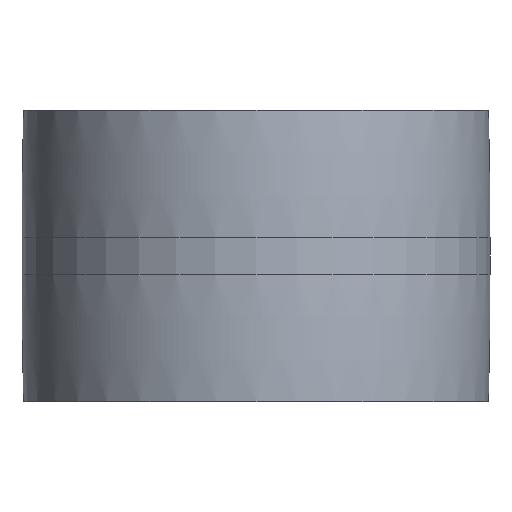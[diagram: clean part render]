
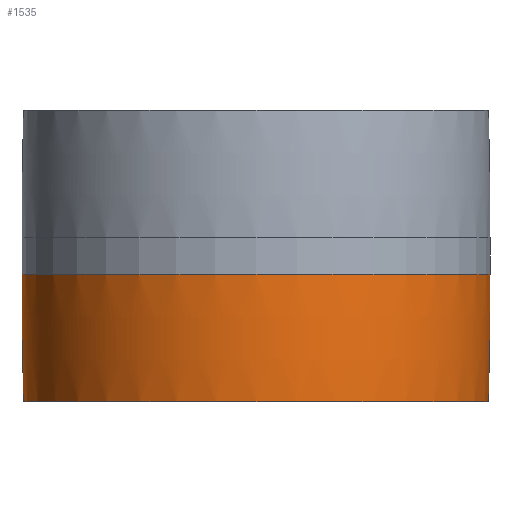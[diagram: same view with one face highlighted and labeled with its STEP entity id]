
A CAD part, front view. The second image highlights one B-rep face of the part: STEP entity #1535.
In plain terms, the highlighted toroidal (fillet/blend) face has major radius 5914.06 mm and minor radius 6202.56 mm.
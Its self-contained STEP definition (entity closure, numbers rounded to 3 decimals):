
#49 = CARTESIAN_POINT ( 'NONE',  ( -286.5, 0., -180. ) ) ;
#64 = CIRCLE ( 'NONE', #1189, 6202.563 ) ;
#145 = ORIENTED_EDGE ( 'NONE', *, *, #747, .T. ) ;
#167 = DIRECTION ( 'NONE',  ( 0., 0., 1. ) ) ;
#257 = DIRECTION ( 'NONE',  ( 0., -1., 0. ) ) ;
#260 = VERTEX_POINT ( 'NONE', #486 ) ;
#301 = CARTESIAN_POINT ( 'NONE',  ( 0., 0., -180. ) ) ;
#386 = DIRECTION ( 'NONE',  ( -1., 0., 0. ) ) ;
#418 = CARTESIAN_POINT ( 'NONE',  ( 288.5, 0., -22.5 ) ) ;
#419 = EDGE_CURVE ( 'NONE', #520, #1440, #64, .T. ) ;
#436 = EDGE_CURVE ( 'NONE', #1440, #1114, #600, .T. ) ;
#481 = CARTESIAN_POINT ( 'NONE',  ( 0., 0., -22.5 ) ) ;
#486 = CARTESIAN_POINT ( 'NONE',  ( 286.5, 0., -180. ) ) ;
#518 = EDGE_CURVE ( 'NONE', #520, #260, #1290, .T. ) ;
#520 = VERTEX_POINT ( 'NONE', #49 ) ;
#548 = CIRCLE ( 'NONE', #1093, 6202.563 ) ;
#600 = CIRCLE ( 'NONE', #1009, 288.5 ) ;
#650 = TOROIDAL_SURFACE ( 'NONE', #851, -5914.063, 6202.563 ) ;
#747 = EDGE_CURVE ( 'NONE', #260, #1114, #548, .T. ) ;
#799 = ORIENTED_EDGE ( 'NONE', *, *, #436, .F. ) ;
#802 = AXIS2_PLACEMENT_3D ( 'NONE', #301, #167, #1406 ) ;
#851 = AXIS2_PLACEMENT_3D ( 'NONE', #481, #1426, #949 ) ;
#855 = CARTESIAN_POINT ( 'NONE',  ( 5914.063, 0., -22.5 ) ) ;
#859 = CARTESIAN_POINT ( 'NONE',  ( -5914.063, 0., -22.5 ) ) ;
#865 = DIRECTION ( 'NONE',  ( 0., 0., -1. ) ) ;
#945 = CARTESIAN_POINT ( 'NONE',  ( -288.5, 0., -22.5 ) ) ;
#949 = DIRECTION ( 'NONE',  ( 1., 0., 0. ) ) ;
#1009 = AXIS2_PLACEMENT_3D ( 'NONE', #1478, #1463, #1220 ) ;
#1093 = AXIS2_PLACEMENT_3D ( 'NONE', #859, #257, #865 ) ;
#1114 = VERTEX_POINT ( 'NONE', #418 ) ;
#1134 = ORIENTED_EDGE ( 'NONE', *, *, #518, .T. ) ;
#1189 = AXIS2_PLACEMENT_3D ( 'NONE', #855, #1242, #386 ) ;
#1195 = ORIENTED_EDGE ( 'NONE', *, *, #419, .F. ) ;
#1220 = DIRECTION ( 'NONE',  ( 1., 0., 0. ) ) ;
#1242 = DIRECTION ( 'NONE',  ( 0., 1., 0. ) ) ;
#1290 = CIRCLE ( 'NONE', #802, 286.5 ) ;
#1328 = FACE_OUTER_BOUND ( 'NONE', #1504, .T. ) ;
#1406 = DIRECTION ( 'NONE',  ( 1., 0., 0. ) ) ;
#1426 = DIRECTION ( 'NONE',  ( 0., 0., 1. ) ) ;
#1440 = VERTEX_POINT ( 'NONE', #945 ) ;
#1463 = DIRECTION ( 'NONE',  ( 0., 0., 1. ) ) ;
#1478 = CARTESIAN_POINT ( 'NONE',  ( 0., 0., -22.5 ) ) ;
#1504 = EDGE_LOOP ( 'NONE', ( #1195, #1134, #145, #799 ) ) ;
#1535 = ADVANCED_FACE ( 'NONE', ( #1328 ), #650, .T. ) ;
